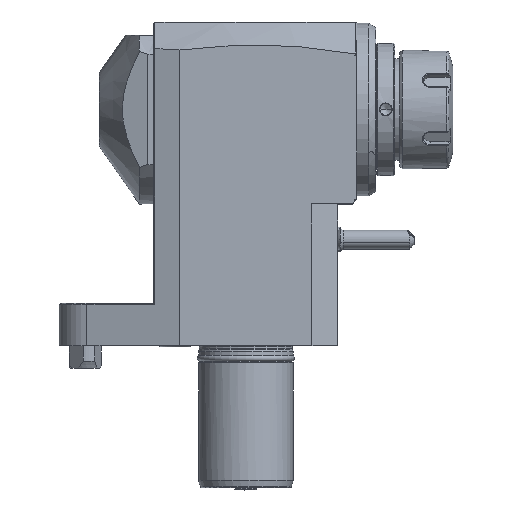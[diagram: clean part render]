
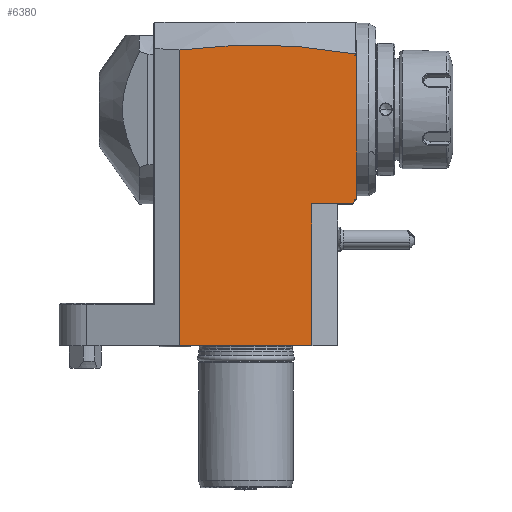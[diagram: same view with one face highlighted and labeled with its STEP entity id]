
A CAD part, top view. The second image highlights one B-rep face of the part: STEP entity #6380.
In plain terms, the highlighted planar face has unit normal (0, 0, 1).
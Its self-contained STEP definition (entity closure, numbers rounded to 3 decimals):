
#5=DIRECTION('',(-1.,0.,0.));
#6=VECTOR('',#5,56.);
#7=CARTESIAN_POINT('',(28.,0.,38.));
#8=LINE('',#7,#6);
#44=DIRECTION('',(0.,-1.,0.));
#45=VECTOR('',#44,125.103);
#46=CARTESIAN_POINT('',(-28.,125.103,38.));
#47=LINE('',#46,#45);
#57=DIRECTION('',(0.,-1.,0.));
#58=VECTOR('',#57,0.745);
#59=CARTESIAN_POINT('',(46.,123.48,38.));
#60=LINE('',#59,#58);
#61=DIRECTION('',(-1.,0.,0.));
#62=VECTOR('',#61,1.);
#63=CARTESIAN_POINT('',(47.,122.735,38.));
#64=LINE('',#63,#62);
#65=DIRECTION('',(0.,-1.,0.));
#66=VECTOR('',#65,1.);
#67=CARTESIAN_POINT('',(46.,62.,38.));
#68=LINE('',#67,#66);
#69=DIRECTION('',(0.707,0.707,0.));
#70=VECTOR('',#69,1.414);
#71=CARTESIAN_POINT('',(45.,60.,38.));
#72=LINE('',#71,#70);
#73=DIRECTION('',(0.,-1.,0.));
#74=VECTOR('',#73,60.);
#75=CARTESIAN_POINT('',(28.,60.,38.));
#76=LINE('',#75,#74);
#77=CARTESIAN_POINT('',(-28.,125.103,38.));
#78=CARTESIAN_POINT('',(-15.623,126.836,38.));
#79=CARTESIAN_POINT('',(9.086,128.27,38.));
#80=CARTESIAN_POINT('',(33.71,125.748,38.));
#81=CARTESIAN_POINT('',(46.,123.48,38.));
#422=DIRECTION('',(0.,1.,0.));
#423=VECTOR('',#422,60.735);
#424=CARTESIAN_POINT('',(47.,62.,38.));
#425=LINE('',#424,#423);
#448=DIRECTION('',(1.,0.,0.));
#449=VECTOR('',#448,17.);
#450=CARTESIAN_POINT('',(28.,60.,38.));
#451=LINE('',#450,#449);
#993=DIRECTION('',(1.,0.,0.));
#994=VECTOR('',#993,1.);
#995=CARTESIAN_POINT('',(46.,62.,38.));
#996=LINE('',#995,#994);
#5741=CARTESIAN_POINT('',(28.,60.,38.));
#5742=CARTESIAN_POINT('',(45.,60.,38.));
#5743=VERTEX_POINT('',#5741);
#5744=VERTEX_POINT('',#5742);
#5751=VERTEX_POINT('',#77);
#5752=VERTEX_POINT('',#81);
#5755=CARTESIAN_POINT('',(46.,61.,38.));
#5756=VERTEX_POINT('',#5755);
#6125=CARTESIAN_POINT('',(28.,0.,38.));
#6126=VERTEX_POINT('',#6125);
#6127=CARTESIAN_POINT('',(-28.,0.,38.));
#6128=VERTEX_POINT('',#6127);
#6141=CARTESIAN_POINT('',(47.,62.,38.));
#6142=CARTESIAN_POINT('',(47.,122.735,38.));
#6143=VERTEX_POINT('',#6141);
#6144=VERTEX_POINT('',#6142);
#6202=CARTESIAN_POINT('',(46.,62.,38.));
#6204=VERTEX_POINT('',#6202);
#6206=CARTESIAN_POINT('',(46.,122.735,38.));
#6208=VERTEX_POINT('',#6206);
#6353=CARTESIAN_POINT('',(-145.107,20.,38.));
#6354=DIRECTION('',(0.,0.,1.));
#6355=DIRECTION('',(1.,0.,0.));
#6356=AXIS2_PLACEMENT_3D('',#6353,#6354,#6355);
#6357=PLANE('',#6356);
#6359=ORIENTED_EDGE('',*,*,#6358,.T.);
#6361=ORIENTED_EDGE('',*,*,#6360,.F.);
#6363=ORIENTED_EDGE('',*,*,#6362,.F.);
#6365=ORIENTED_EDGE('',*,*,#6364,.F.);
#6367=ORIENTED_EDGE('',*,*,#6366,.T.);
#6369=ORIENTED_EDGE('',*,*,#6368,.F.);
#6371=ORIENTED_EDGE('',*,*,#6370,.F.);
#6373=ORIENTED_EDGE('',*,*,#6372,.T.);
#6374=ORIENTED_EDGE('',*,*,#6291,.T.);
#6375=ORIENTED_EDGE('',*,*,#6339,.F.);
#6377=ORIENTED_EDGE('',*,*,#6376,.T.);
#6378=EDGE_LOOP('',(#6359,#6361,#6363,#6365,#6367,#6369,#6371,#6373,#6374,#6375,
#6377));
#6379=FACE_OUTER_BOUND('',#6378,.F.);
#82=B_SPLINE_CURVE_WITH_KNOTS('',3,(#77,#78,#79,#80,#81),.UNSPECIFIED.,.F.,.F.,(
4,1,4),(0.,0.5,1.),.UNSPECIFIED.);
#6291=EDGE_CURVE('',#6126,#6128,#8,.T.);
#6339=EDGE_CURVE('',#5751,#6128,#47,.T.);
#6358=EDGE_CURVE('',#5752,#6208,#60,.T.);
#6360=EDGE_CURVE('',#6144,#6208,#64,.T.);
#6362=EDGE_CURVE('',#6143,#6144,#425,.T.);
#6364=EDGE_CURVE('',#6204,#6143,#996,.T.);
#6366=EDGE_CURVE('',#6204,#5756,#68,.T.);
#6368=EDGE_CURVE('',#5744,#5756,#72,.T.);
#6370=EDGE_CURVE('',#5743,#5744,#451,.T.);
#6372=EDGE_CURVE('',#5743,#6126,#76,.T.);
#6376=EDGE_CURVE('',#5751,#5752,#82,.T.);
#6380=ADVANCED_FACE('',(#6379),#6357,.T.);
